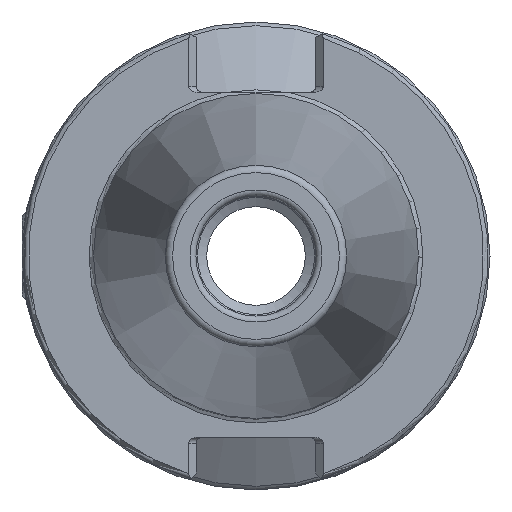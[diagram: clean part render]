
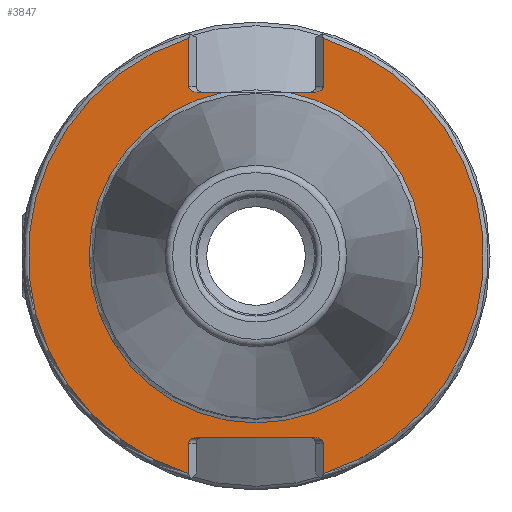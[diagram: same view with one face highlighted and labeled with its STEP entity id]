
A CAD part, left-side view. The second image highlights one B-rep face of the part: STEP entity #3847.
In plain terms, the highlighted planar face has unit normal (-1, 0, 0).
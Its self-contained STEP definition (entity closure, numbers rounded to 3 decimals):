
#67 = CARTESIAN_POINT ( 'NONE',  ( 3.175, 9.18, 29.767 ) ) ;
#96 = ORIENTED_EDGE ( 'NONE', *, *, #3571, .F. ) ;
#125 = DIRECTION ( 'NONE',  ( 0., 0., 1. ) ) ;
#136 = VERTEX_POINT ( 'NONE', #3102 ) ;
#145 = CIRCLE ( 'NONE', #1995, 31.15 ) ;
#232 = DIRECTION ( 'NONE',  ( -1., 0., 0. ) ) ;
#296 = CARTESIAN_POINT ( 'NONE',  ( 3.175, -9.18, -31.75 ) ) ;
#312 = LINE ( 'NONE', #1781, #4077 ) ;
#344 = AXIS2_PLACEMENT_3D ( 'NONE', #3892, #4636, #2366 ) ;
#414 = CARTESIAN_POINT ( 'NONE',  ( 3.175, -9.18, 23.2 ) ) ;
#482 = CARTESIAN_POINT ( 'NONE',  ( 3.175, 0., 0. ) ) ;
#492 = EDGE_CURVE ( 'NONE', #2691, #3668, #2721, .T. ) ;
#509 = CARTESIAN_POINT ( 'NONE',  ( 3.175, 9.18, -29.767 ) ) ;
#605 = ORIENTED_EDGE ( 'NONE', *, *, #630, .F. ) ;
#630 = EDGE_CURVE ( 'NONE', #2691, #3101, #2657, .T. ) ;
#642 = LINE ( 'NONE', #1887, #866 ) ;
#651 = VECTOR ( 'NONE', #4359, 1000. ) ;
#677 = CARTESIAN_POINT ( 'NONE',  ( 3.175, -8.049, -24.8 ) ) ;
#680 = VECTOR ( 'NONE', #1649, 1000. ) ;
#710 = CARTESIAN_POINT ( 'NONE',  ( 3.175, 8.711, -24.8 ) ) ;
#740 = CARTESIAN_POINT ( 'NONE',  ( 3.175, 8.049, 22.4 ) ) ;
#766 = AXIS2_PLACEMENT_3D ( 'NONE', #482, #1603, #125 ) ;
#778 = ORIENTED_EDGE ( 'NONE', *, *, #2111, .T. ) ;
#866 = VECTOR ( 'NONE', #2548, 1000. ) ;
#890 = ORIENTED_EDGE ( 'NONE', *, *, #3971, .T. ) ;
#902 = CARTESIAN_POINT ( 'NONE',  ( 3.175, -9.18, 29.767 ) ) ;
#988 = LINE ( 'NONE', #1992, #680 ) ;
#1126 = CARTESIAN_POINT ( 'NONE',  ( 3.175, 8.049, 22.4 ) ) ;
#1134 = AXIS2_PLACEMENT_3D ( 'NONE', #1648, #2048, #3194 ) ;
#1152 = CARTESIAN_POINT ( 'NONE',  ( 3.175, -8.049, 22.4 ) ) ;
#1237 = DIRECTION ( 'NONE',  ( 0., 0., 1. ) ) ;
#1273 = ORIENTED_EDGE ( 'NONE', *, *, #4397, .T. ) ;
#1343 = CARTESIAN_POINT ( 'NONE',  ( 3.175, 0., 0. ) ) ;
#1391 = VERTEX_POINT ( 'NONE', #3251 ) ;
#1393 = CIRCLE ( 'NONE', #1134, 31.15 ) ;
#1401 = EDGE_CURVE ( 'NONE', #2242, #136, #4244, .T. ) ;
#1406 =( BOUNDED_CURVE ( )  B_SPLINE_CURVE ( 3, ( #1126, #1813, #1857, #3675 ),
 .UNSPECIFIED., .F., .F. ) 
 B_SPLINE_CURVE_WITH_KNOTS ( ( 4, 4 ),
 ( 4.712, 6.283 ),
 .UNSPECIFIED. ) 
 CURVE ( )  GEOMETRIC_REPRESENTATION_ITEM ( )  RATIONAL_B_SPLINE_CURVE ( ( 1., 0.805, 0.805, 1. ) ) 
 REPRESENTATION_ITEM ( '' )  );
#1584 = DIRECTION ( 'NONE',  ( 0., 1., 0. ) ) ;
#1585 = VERTEX_POINT ( 'NONE', #2051 ) ;
#1603 = DIRECTION ( 'NONE',  ( -1., 0., 0. ) ) ;
#1648 = CARTESIAN_POINT ( 'NONE',  ( 3.175, 0., 0. ) ) ;
#1649 = DIRECTION ( 'NONE',  ( 0., 1., 0. ) ) ;
#1754 = EDGE_CURVE ( 'NONE', #2340, #2784, #1406, .T. ) ;
#1774 = ORIENTED_EDGE ( 'NONE', *, *, #2651, .T. ) ;
#1781 = CARTESIAN_POINT ( 'NONE',  ( 3.175, 9.18, -31.75 ) ) ;
#1813 = CARTESIAN_POINT ( 'NONE',  ( 3.175, 8.711, 22.4 ) ) ;
#1815 = CARTESIAN_POINT ( 'NONE',  ( 3.175, 9.18, -25.6 ) ) ;
#1840 = VECTOR ( 'NONE', #1237, 1000. ) ;
#1842 = ORIENTED_EDGE ( 'NONE', *, *, #4702, .T. ) ;
#1857 = CARTESIAN_POINT ( 'NONE',  ( 3.175, 9.18, 22.731 ) ) ;
#1884 = CARTESIAN_POINT ( 'NONE',  ( 3.175, -9.18, 22.731 ) ) ;
#1887 = CARTESIAN_POINT ( 'NONE',  ( 3.175, -9.18, -24.8 ) ) ;
#1992 = CARTESIAN_POINT ( 'NONE',  ( 3.175, 22.825, 22.4 ) ) ;
#1995 = AXIS2_PLACEMENT_3D ( 'NONE', #1343, #232, #3882 ) ;
#2034 = FACE_OUTER_BOUND ( 'NONE', #4413, .T. ) ;
#2048 = DIRECTION ( 'NONE',  ( -1., 0., 0. ) ) ;
#2051 = CARTESIAN_POINT ( 'NONE',  ( 3.175, -4.384, 22.4 ) ) ;
#2111 = EDGE_CURVE ( 'NONE', #4117, #3677, #312, .T. ) ;
#2119 = DIRECTION ( 'NONE',  ( 0., 0., 1. ) ) ;
#2149 = VECTOR ( 'NONE', #2787, 1000. ) ;
#2186 = EDGE_CURVE ( 'NONE', #3200, #136, #2862, .T. ) ;
#2242 = VERTEX_POINT ( 'NONE', #677 ) ;
#2260 = ORIENTED_EDGE ( 'NONE', *, *, #2329, .T. ) ;
#2299 =( BOUNDED_CURVE ( )  B_SPLINE_CURVE ( 3, ( #2514, #2888, #710, #2828 ),
 .UNSPECIFIED., .F., .F. ) 
 B_SPLINE_CURVE_WITH_KNOTS ( ( 4, 4 ),
 ( 3.142, 4.712 ),
 .UNSPECIFIED. ) 
 CURVE ( )  GEOMETRIC_REPRESENTATION_ITEM ( )  RATIONAL_B_SPLINE_CURVE ( ( 1., 0.805, 0.805, 1. ) ) 
 REPRESENTATION_ITEM ( '' )  );
#2329 = EDGE_CURVE ( 'NONE', #1391, #2242, #642, .T. ) ;
#2340 = VERTEX_POINT ( 'NONE', #740 ) ;
#2366 = DIRECTION ( 'NONE',  ( 0., 0., -1. ) ) ;
#2490 = CARTESIAN_POINT ( 'NONE',  ( 3.175, -9.18, -25.131 ) ) ;
#2514 = CARTESIAN_POINT ( 'NONE',  ( 3.175, 9.18, -25.6 ) ) ;
#2548 = DIRECTION ( 'NONE',  ( 0., -1., 0. ) ) ;
#2629 = CARTESIAN_POINT ( 'NONE',  ( 3.175, 9.18, 23.2 ) ) ;
#2651 = EDGE_CURVE ( 'NONE', #2997, #2340, #988, .T. ) ;
#2657 = LINE ( 'NONE', #3041, #1840 ) ;
#2691 = VERTEX_POINT ( 'NONE', #3043 ) ;
#2721 =( BOUNDED_CURVE ( )  B_SPLINE_CURVE ( 3, ( #414, #1884, #2961, #1152 ),
 .UNSPECIFIED., .F., .F. ) 
 B_SPLINE_CURVE_WITH_KNOTS ( ( 4, 4 ),
 ( 3.142, 4.712 ),
 .UNSPECIFIED. ) 
 CURVE ( )  GEOMETRIC_REPRESENTATION_ITEM ( )  RATIONAL_B_SPLINE_CURVE ( ( 1., 0.805, 0.805, 1. ) ) 
 REPRESENTATION_ITEM ( '' )  );
#2784 = VERTEX_POINT ( 'NONE', #2629 ) ;
#2787 = DIRECTION ( 'NONE',  ( 0., 0., -1. ) ) ;
#2828 = CARTESIAN_POINT ( 'NONE',  ( 3.175, 8.049, -24.8 ) ) ;
#2862 = LINE ( 'NONE', #296, #651 ) ;
#2888 = CARTESIAN_POINT ( 'NONE',  ( 3.175, 9.18, -25.131 ) ) ;
#2910 = CARTESIAN_POINT ( 'NONE',  ( 3.175, -8.049, -24.8 ) ) ;
#2961 = CARTESIAN_POINT ( 'NONE',  ( 3.175, -8.711, 22.4 ) ) ;
#2997 = VERTEX_POINT ( 'NONE', #3448 ) ;
#3041 = CARTESIAN_POINT ( 'NONE',  ( 3.175, -9.18, 0. ) ) ;
#3043 = CARTESIAN_POINT ( 'NONE',  ( 3.175, -9.18, 23.2 ) ) ;
#3101 = VERTEX_POINT ( 'NONE', #902 ) ;
#3102 = CARTESIAN_POINT ( 'NONE',  ( 3.175, -9.18, -25.6 ) ) ;
#3120 = ORIENTED_EDGE ( 'NONE', *, *, #3259, .F. ) ;
#3194 = DIRECTION ( 'NONE',  ( 0., 0., 1. ) ) ;
#3200 = VERTEX_POINT ( 'NONE', #4271 ) ;
#3220 = LINE ( 'NONE', #3761, #3796 ) ;
#3237 = CARTESIAN_POINT ( 'NONE',  ( 3.175, -9.18, -25.6 ) ) ;
#3241 = ORIENTED_EDGE ( 'NONE', *, *, #492, .T. ) ;
#3251 = CARTESIAN_POINT ( 'NONE',  ( 3.175, 8.049, -24.8 ) ) ;
#3259 = EDGE_CURVE ( 'NONE', #2997, #1585, #4211, .T. ) ;
#3448 = CARTESIAN_POINT ( 'NONE',  ( 3.175, 4.384, 22.4 ) ) ;
#3474 = VERTEX_POINT ( 'NONE', #67 ) ;
#3571 = EDGE_CURVE ( 'NONE', #3474, #2784, #4666, .T. ) ;
#3638 = ORIENTED_EDGE ( 'NONE', *, *, #1401, .T. ) ;
#3668 = VERTEX_POINT ( 'NONE', #4437 ) ;
#3675 = CARTESIAN_POINT ( 'NONE',  ( 3.175, 9.18, 23.2 ) ) ;
#3677 = VERTEX_POINT ( 'NONE', #1815 ) ;
#3761 = CARTESIAN_POINT ( 'NONE',  ( 3.175, 22.825, 22.4 ) ) ;
#3774 = EDGE_CURVE ( 'NONE', #3668, #1585, #3220, .T. ) ;
#3796 = VECTOR ( 'NONE', #1584, 1000. ) ;
#3847 = ADVANCED_FACE ( 'NONE', ( #2034 ), #4144, .F. ) ;
#3854 = ORIENTED_EDGE ( 'NONE', *, *, #1754, .T. ) ;
#3881 = ORIENTED_EDGE ( 'NONE', *, *, #3774, .T. ) ;
#3882 = DIRECTION ( 'NONE',  ( 0., 0., 1. ) ) ;
#3892 = CARTESIAN_POINT ( 'NONE',  ( 3.175, 22.825, 0. ) ) ;
#3971 = EDGE_CURVE ( 'NONE', #3474, #4117, #145, .T. ) ;
#4004 = CARTESIAN_POINT ( 'NONE',  ( 3.175, -8.711, -24.8 ) ) ;
#4077 = VECTOR ( 'NONE', #2119, 1000. ) ;
#4117 = VERTEX_POINT ( 'NONE', #509 ) ;
#4144 = PLANE ( 'NONE',  #344 ) ;
#4211 = CIRCLE ( 'NONE', #766, 22.825 ) ;
#4219 = ORIENTED_EDGE ( 'NONE', *, *, #2186, .F. ) ;
#4244 =( BOUNDED_CURVE ( )  B_SPLINE_CURVE ( 3, ( #2910, #4004, #2490, #3237 ),
 .UNSPECIFIED., .F., .F. ) 
 B_SPLINE_CURVE_WITH_KNOTS ( ( 4, 4 ),
 ( 4.712, 6.283 ),
 .UNSPECIFIED. ) 
 CURVE ( )  GEOMETRIC_REPRESENTATION_ITEM ( )  RATIONAL_B_SPLINE_CURVE ( ( 1., 0.805, 0.805, 1. ) ) 
 REPRESENTATION_ITEM ( '' )  );
#4271 = CARTESIAN_POINT ( 'NONE',  ( 3.175, -9.18, -29.767 ) ) ;
#4295 = CARTESIAN_POINT ( 'NONE',  ( 3.175, 9.18, 0. ) ) ;
#4359 = DIRECTION ( 'NONE',  ( 0., 0., 1. ) ) ;
#4397 = EDGE_CURVE ( 'NONE', #3200, #3101, #1393, .T. ) ;
#4413 = EDGE_LOOP ( 'NONE', ( #778, #1842, #2260, #3638, #4219, #1273, #605, #3241, #3881, #3120, #1774, #3854, #96, #890 ) ) ;
#4437 = CARTESIAN_POINT ( 'NONE',  ( 3.175, -8.049, 22.4 ) ) ;
#4636 = DIRECTION ( 'NONE',  ( 1., 0., 0. ) ) ;
#4666 = LINE ( 'NONE', #4295, #2149 ) ;
#4702 = EDGE_CURVE ( 'NONE', #3677, #1391, #2299, .T. ) ;
